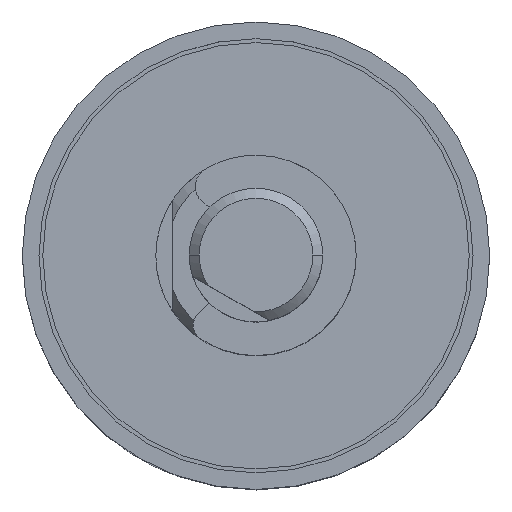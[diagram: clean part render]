
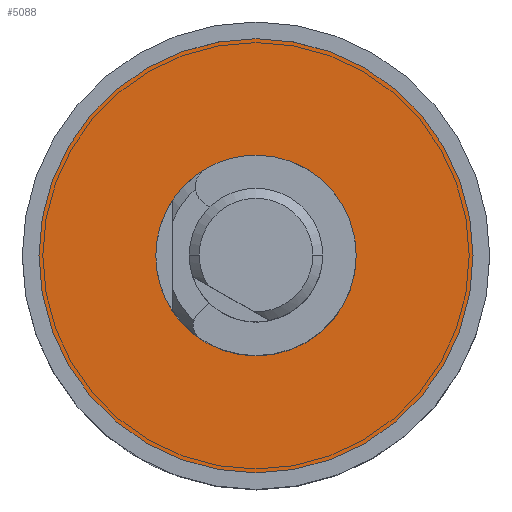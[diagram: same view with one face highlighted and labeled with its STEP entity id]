
A CAD part, top view. The second image highlights one B-rep face of the part: STEP entity #5088.
In plain terms, the highlighted planar face has unit normal (0, 0, 1).
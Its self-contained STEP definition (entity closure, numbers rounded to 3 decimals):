
#116 = CIRCLE ( 'NONE', #10680, 6.5 ) ;
#156 = CARTESIAN_POINT ( 'NONE',  ( 0., 0., 0.5 ) ) ;
#187 = EDGE_CURVE ( 'NONE', #1557, #5953, #2789, .T. ) ;
#1039 = CARTESIAN_POINT ( 'NONE',  ( 0., 0., 0.5 ) ) ;
#1131 = DIRECTION ( 'NONE',  ( 0., 0., 1. ) ) ;
#1555 = DIRECTION ( 'NONE',  ( -1., 0., 0. ) ) ;
#1557 = VERTEX_POINT ( 'NONE', #3192 ) ;
#1647 = CARTESIAN_POINT ( 'NONE',  ( 3., 0., 0.5 ) ) ;
#2042 = AXIS2_PLACEMENT_3D ( 'NONE', #12067, #4251, #1555 ) ;
#2559 = ORIENTED_EDGE ( 'NONE', *, *, #8897, .T. ) ;
#2789 = CIRCLE ( 'NONE', #5598, 3. ) ;
#3189 = EDGE_CURVE ( 'NONE', #4549, #10570, #116, .T. ) ;
#3192 = CARTESIAN_POINT ( 'NONE',  ( 3., 0., 0.5 ) ) ;
#3354 = PLANE ( 'NONE',  #6586 ) ;
#3385 = DIRECTION ( 'NONE',  ( -1., 0., 0. ) ) ;
#3457 = ORIENTED_EDGE ( 'NONE', *, *, #10887, .T. ) ;
#3798 = CARTESIAN_POINT ( 'NONE',  ( 6.5, 0., 0.5 ) ) ;
#3961 = DIRECTION ( 'NONE',  ( 1., 0., 0. ) ) ;
#3967 = FACE_OUTER_BOUND ( 'NONE', #4825, .T. ) ;
#4251 = DIRECTION ( 'NONE',  ( 0., 0., -1. ) ) ;
#4549 = VERTEX_POINT ( 'NONE', #3798 ) ;
#4825 = EDGE_LOOP ( 'NONE', ( #8372, #2559 ) ) ;
#4838 = DIRECTION ( 'NONE',  ( 1., 0., 0. ) ) ;
#5006 = ORIENTED_EDGE ( 'NONE', *, *, #187, .T. ) ;
#5088 = ADVANCED_FACE ( 'NONE', ( #9298, #3967 ), #3354, .T. ) ;
#5598 = AXIS2_PLACEMENT_3D ( 'NONE', #8787, #11797, #3385 ) ;
#5759 = DIRECTION ( 'NONE',  ( 0., 0., 1. ) ) ;
#5772 = CARTESIAN_POINT ( 'NONE',  ( -6.5, 0., 0.5 ) ) ;
#5953 = VERTEX_POINT ( 'NONE', #12050 ) ;
#6160 = CIRCLE ( 'NONE', #2042, 3. ) ;
#6274 = DIRECTION ( 'NONE',  ( 0., 0., 1. ) ) ;
#6317 = DIRECTION ( 'NONE',  ( 1., 0., 0. ) ) ;
#6586 = AXIS2_PLACEMENT_3D ( 'NONE', #1647, #6274, #6317 ) ;
#7349 = EDGE_LOOP ( 'NONE', ( #3457, #5006 ) ) ;
#7374 = CIRCLE ( 'NONE', #8729, 6.5 ) ;
#8372 = ORIENTED_EDGE ( 'NONE', *, *, #3189, .T. ) ;
#8729 = AXIS2_PLACEMENT_3D ( 'NONE', #156, #5759, #4838 ) ;
#8787 = CARTESIAN_POINT ( 'NONE',  ( 0., 0., 0.5 ) ) ;
#8897 = EDGE_CURVE ( 'NONE', #10570, #4549, #7374, .T. ) ;
#9298 = FACE_BOUND ( 'NONE', #7349, .T. ) ;
#10570 = VERTEX_POINT ( 'NONE', #5772 ) ;
#10680 = AXIS2_PLACEMENT_3D ( 'NONE', #1039, #1131, #3961 ) ;
#10887 = EDGE_CURVE ( 'NONE', #5953, #1557, #6160, .T. ) ;
#11797 = DIRECTION ( 'NONE',  ( 0., 0., -1. ) ) ;
#12050 = CARTESIAN_POINT ( 'NONE',  ( -3., 0., 0.5 ) ) ;
#12067 = CARTESIAN_POINT ( 'NONE',  ( 0., 0., 0.5 ) ) ;
